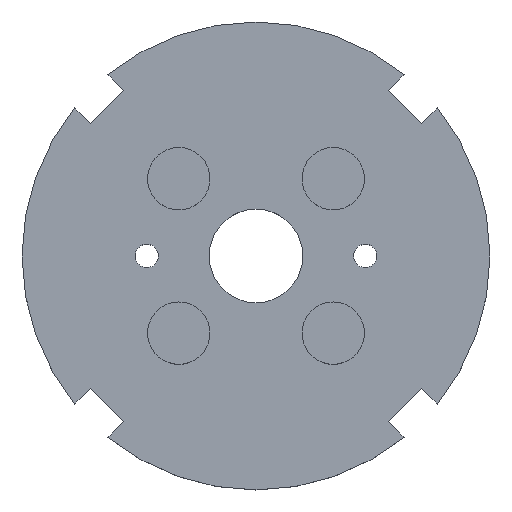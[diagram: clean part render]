
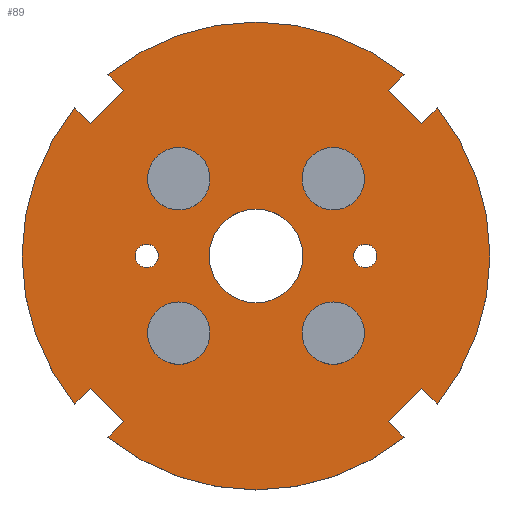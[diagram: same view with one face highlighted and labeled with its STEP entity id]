
A CAD part, top view. The second image highlights one B-rep face of the part: STEP entity #89.
In plain terms, the highlighted planar face has unit normal (0, 0, 1).
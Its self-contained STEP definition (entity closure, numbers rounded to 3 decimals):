
#89=ADVANCED_FACE('',(#422,#424,#426,#428,#430,#432,#434,#436),#438,.T.);
#422=FACE_BOUND('',#423,.T.);
#423=EDGE_LOOP('',(#703,#704,#705,#706,#707,#708,#709,#710,#711,#712,#713,#714,#715,
#716,#717,#718));
#424=FACE_BOUND('',#425,.T.);
#425=EDGE_LOOP('',(#719));
#426=FACE_BOUND('',#427,.T.);
#427=EDGE_LOOP('',(#720));
#428=FACE_BOUND('',#429,.T.);
#429=EDGE_LOOP('',(#721));
#430=FACE_BOUND('',#431,.T.);
#431=EDGE_LOOP('',(#722));
#432=FACE_BOUND('',#433,.T.);
#433=EDGE_LOOP('',(#723));
#434=FACE_BOUND('',#435,.T.);
#435=EDGE_LOOP('',(#724));
#436=FACE_BOUND('',#437,.T.);
#437=EDGE_LOOP('',(#725));
#438=PLANE('',#439);
#439=AXIS2_PLACEMENT_3D('',#440,#441,#442);
#440=CARTESIAN_POINT('',(0.,0.,3.));
#441=DIRECTION('',(0.,0.,1.));
#442=DIRECTION('',(-1.,0.,0.));
#703=ORIENTED_EDGE('',*,*,#843,.T.);
#704=ORIENTED_EDGE('',*,*,#844,.T.);
#705=ORIENTED_EDGE('',*,*,#845,.T.);
#706=ORIENTED_EDGE('',*,*,#846,.T.);
#707=ORIENTED_EDGE('',*,*,#847,.T.);
#708=ORIENTED_EDGE('',*,*,#848,.T.);
#709=ORIENTED_EDGE('',*,*,#849,.T.);
#710=ORIENTED_EDGE('',*,*,#850,.T.);
#711=ORIENTED_EDGE('',*,*,#851,.T.);
#712=ORIENTED_EDGE('',*,*,#852,.T.);
#713=ORIENTED_EDGE('',*,*,#853,.T.);
#714=ORIENTED_EDGE('',*,*,#854,.T.);
#715=ORIENTED_EDGE('',*,*,#855,.T.);
#716=ORIENTED_EDGE('',*,*,#856,.T.);
#717=ORIENTED_EDGE('',*,*,#857,.T.);
#718=ORIENTED_EDGE('',*,*,#858,.T.);
#719=ORIENTED_EDGE('',*,*,#859,.F.);
#720=ORIENTED_EDGE('',*,*,#860,.F.);
#721=ORIENTED_EDGE('',*,*,#861,.F.);
#722=ORIENTED_EDGE('',*,*,#862,.F.);
#723=ORIENTED_EDGE('',*,*,#863,.T.);
#724=ORIENTED_EDGE('',*,*,#864,.T.);
#725=ORIENTED_EDGE('',*,*,#865,.T.);
#843=EDGE_CURVE('',#921,#922,#923,.T.);
#844=EDGE_CURVE('',#922,#924,#925,.T.);
#845=EDGE_CURVE('',#924,#926,#927,.T.);
#846=EDGE_CURVE('',#926,#928,#929,.T.);
#847=EDGE_CURVE('',#928,#930,#931,.T.);
#848=EDGE_CURVE('',#930,#932,#933,.T.);
#849=EDGE_CURVE('',#932,#934,#935,.T.);
#850=EDGE_CURVE('',#934,#936,#937,.T.);
#851=EDGE_CURVE('',#936,#938,#939,.T.);
#852=EDGE_CURVE('',#938,#940,#941,.T.);
#853=EDGE_CURVE('',#940,#942,#943,.T.);
#854=EDGE_CURVE('',#942,#944,#945,.T.);
#855=EDGE_CURVE('',#944,#946,#947,.T.);
#856=EDGE_CURVE('',#946,#948,#949,.T.);
#857=EDGE_CURVE('',#948,#950,#951,.T.);
#858=EDGE_CURVE('',#950,#921,#952,.T.);
#859=EDGE_CURVE('',#953,#953,#954,.T.);
#860=EDGE_CURVE('',#955,#955,#956,.T.);
#861=EDGE_CURVE('',#957,#957,#958,.T.);
#862=EDGE_CURVE('',#959,#959,#960,.T.);
#863=EDGE_CURVE('',#961,#961,#962,.F.);
#864=EDGE_CURVE('',#963,#963,#964,.F.);
#865=EDGE_CURVE('',#965,#965,#966,.F.);
#921=VERTEX_POINT('',#1069);
#922=VERTEX_POINT('',#1070);
#923=LINE('',#1071,#1072);
#924=VERTEX_POINT('',#1074);
#925=LINE('',#1075,#1076);
#926=VERTEX_POINT('',#1078);
#927=LINE('',#1079,#1080);
#928=VERTEX_POINT('',#1082);
#929=CIRCLE('',#1083,30.);
#930=VERTEX_POINT('',#1087);
#931=LINE('',#1088,#1089);
#932=VERTEX_POINT('',#1091);
#933=LINE('',#1092,#1093);
#934=VERTEX_POINT('',#1095);
#935=LINE('',#1096,#1097);
#936=VERTEX_POINT('',#1099);
#937=CIRCLE('',#1100,30.);
#938=VERTEX_POINT('',#1104);
#939=LINE('',#1105,#1106);
#940=VERTEX_POINT('',#1108);
#941=LINE('',#1109,#1110);
#942=VERTEX_POINT('',#1112);
#943=LINE('',#1113,#1114);
#944=VERTEX_POINT('',#1116);
#945=CIRCLE('',#1117,30.);
#946=VERTEX_POINT('',#1121);
#947=LINE('',#1122,#1123);
#948=VERTEX_POINT('',#1125);
#949=LINE('',#1126,#1127);
#950=VERTEX_POINT('',#1129);
#951=LINE('',#1130,#1131);
#952=CIRCLE('',#1133,30.);
#953=VERTEX_POINT('',#1137);
#954=CIRCLE('',#1138,4.);
#955=VERTEX_POINT('',#1142);
#956=CIRCLE('',#1143,4.);
#957=VERTEX_POINT('',#1147);
#958=CIRCLE('',#1148,4.);
#959=VERTEX_POINT('',#1152);
#960=CIRCLE('',#1153,4.);
#961=VERTEX_POINT('',#1157);
#962=CIRCLE('',#1158,1.5);
#963=VERTEX_POINT('',#1162);
#964=CIRCLE('',#1163,1.5);
#965=VERTEX_POINT('',#1167);
#966=CIRCLE('',#1168,6.);
#1069=CARTESIAN_POINT('',(-18.986,23.228,3.));
#1070=CARTESIAN_POINT('',(-16.971,21.213,3.));
#1071=CARTESIAN_POINT('',(-18.986,23.228,3.));
#1072=VECTOR('',#1073,1.);
#1073=DIRECTION('',(0.707,-0.707,0.));
#1074=CARTESIAN_POINT('',(-21.213,16.971,3.));
#1075=CARTESIAN_POINT('',(-16.971,21.213,3.));
#1076=VECTOR('',#1077,1.);
#1077=DIRECTION('',(-0.707,-0.707,0.));
#1078=CARTESIAN_POINT('',(-23.228,18.986,3.));
#1079=CARTESIAN_POINT('',(-21.213,16.971,3.));
#1080=VECTOR('',#1081,1.);
#1081=DIRECTION('',(-0.707,0.707,0.));
#1082=CARTESIAN_POINT('',(-23.228,-18.986,3.));
#1083=AXIS2_PLACEMENT_3D('',#1084,#1085,#1086);
#1084=CARTESIAN_POINT('',(0.,0.,3.));
#1085=DIRECTION('',(0.,0.,1.));
#1086=DIRECTION('',(-0.774,0.633,0.));
#1087=CARTESIAN_POINT('',(-21.213,-16.971,3.));
#1088=CARTESIAN_POINT('',(-23.228,-18.986,3.));
#1089=VECTOR('',#1090,1.);
#1090=DIRECTION('',(0.707,0.707,0.));
#1091=CARTESIAN_POINT('',(-16.971,-21.213,3.));
#1092=CARTESIAN_POINT('',(-21.213,-16.971,3.));
#1093=VECTOR('',#1094,1.);
#1094=DIRECTION('',(0.707,-0.707,0.));
#1095=CARTESIAN_POINT('',(-18.986,-23.228,3.));
#1096=CARTESIAN_POINT('',(-16.971,-21.213,3.));
#1097=VECTOR('',#1098,1.);
#1098=DIRECTION('',(-0.707,-0.707,0.));
#1099=CARTESIAN_POINT('',(18.986,-23.228,3.));
#1100=AXIS2_PLACEMENT_3D('',#1101,#1102,#1103);
#1101=CARTESIAN_POINT('',(0.,0.,3.));
#1102=DIRECTION('',(0.,0.,1.));
#1103=DIRECTION('',(-0.633,-0.774,0.));
#1104=CARTESIAN_POINT('',(16.971,-21.213,3.));
#1105=CARTESIAN_POINT('',(18.986,-23.228,3.));
#1106=VECTOR('',#1107,1.);
#1107=DIRECTION('',(-0.707,0.707,0.));
#1108=CARTESIAN_POINT('',(21.213,-16.971,3.));
#1109=CARTESIAN_POINT('',(16.971,-21.213,3.));
#1110=VECTOR('',#1111,1.);
#1111=DIRECTION('',(0.707,0.707,0.));
#1112=CARTESIAN_POINT('',(23.228,-18.986,3.));
#1113=CARTESIAN_POINT('',(21.213,-16.971,3.));
#1114=VECTOR('',#1115,1.);
#1115=DIRECTION('',(0.707,-0.707,0.));
#1116=CARTESIAN_POINT('',(23.228,18.986,3.));
#1117=AXIS2_PLACEMENT_3D('',#1118,#1119,#1120);
#1118=CARTESIAN_POINT('',(0.,0.,3.));
#1119=DIRECTION('',(0.,0.,1.));
#1120=DIRECTION('',(0.774,-0.633,0.));
#1121=CARTESIAN_POINT('',(21.213,16.971,3.));
#1122=CARTESIAN_POINT('',(23.228,18.986,3.));
#1123=VECTOR('',#1124,1.);
#1124=DIRECTION('',(-0.707,-0.707,0.));
#1125=CARTESIAN_POINT('',(16.971,21.213,3.));
#1126=CARTESIAN_POINT('',(21.213,16.971,3.));
#1127=VECTOR('',#1128,1.);
#1128=DIRECTION('',(-0.707,0.707,0.));
#1129=CARTESIAN_POINT('',(18.986,23.228,3.));
#1130=CARTESIAN_POINT('',(16.971,21.213,3.));
#1131=VECTOR('',#1132,1.);
#1132=DIRECTION('',(0.707,0.707,0.));
#1133=AXIS2_PLACEMENT_3D('',#1134,#1135,#1136);
#1134=CARTESIAN_POINT('',(0.,0.,3.));
#1135=DIRECTION('',(0.,0.,1.));
#1136=DIRECTION('',(0.633,0.774,0.));
#1137=CARTESIAN_POINT('',(5.899,9.899,3.));
#1138=AXIS2_PLACEMENT_3D('',#1139,#1140,#1141);
#1139=CARTESIAN_POINT('',(9.899,9.899,3.));
#1140=DIRECTION('',(0.,0.,1.));
#1141=DIRECTION('',(-1.,0.,0.));
#1142=CARTESIAN_POINT('',(-13.899,9.899,3.));
#1143=AXIS2_PLACEMENT_3D('',#1144,#1145,#1146);
#1144=CARTESIAN_POINT('',(-9.899,9.899,3.));
#1145=DIRECTION('',(0.,0.,1.));
#1146=DIRECTION('',(-1.,0.,0.));
#1147=CARTESIAN_POINT('',(-13.899,-9.899,3.));
#1148=AXIS2_PLACEMENT_3D('',#1149,#1150,#1151);
#1149=CARTESIAN_POINT('',(-9.899,-9.899,3.));
#1150=DIRECTION('',(0.,0.,1.));
#1151=DIRECTION('',(-1.,0.,0.));
#1152=CARTESIAN_POINT('',(5.899,-9.899,3.));
#1153=AXIS2_PLACEMENT_3D('',#1154,#1155,#1156);
#1154=CARTESIAN_POINT('',(9.899,-9.899,3.));
#1155=DIRECTION('',(0.,0.,1.));
#1156=DIRECTION('',(-1.,0.,0.));
#1157=CARTESIAN_POINT('',(12.5,0.,3.));
#1158=AXIS2_PLACEMENT_3D('',#1159,#1160,#1161);
#1159=CARTESIAN_POINT('',(14.,0.,3.));
#1160=DIRECTION('',(0.,0.,1.));
#1161=DIRECTION('',(-1.,0.,0.));
#1162=CARTESIAN_POINT('',(-12.5,0.,3.));
#1163=AXIS2_PLACEMENT_3D('',#1164,#1165,#1166);
#1164=CARTESIAN_POINT('',(-14.,0.,3.));
#1165=DIRECTION('',(0.,0.,1.));
#1166=DIRECTION('',(1.,0.,0.));
#1167=CARTESIAN_POINT('',(-6.,0.,3.));
#1168=AXIS2_PLACEMENT_3D('',#1169,#1170,#1171);
#1169=CARTESIAN_POINT('',(0.,0.,3.));
#1170=DIRECTION('',(0.,0.,1.));
#1171=DIRECTION('',(-1.,0.,0.));
